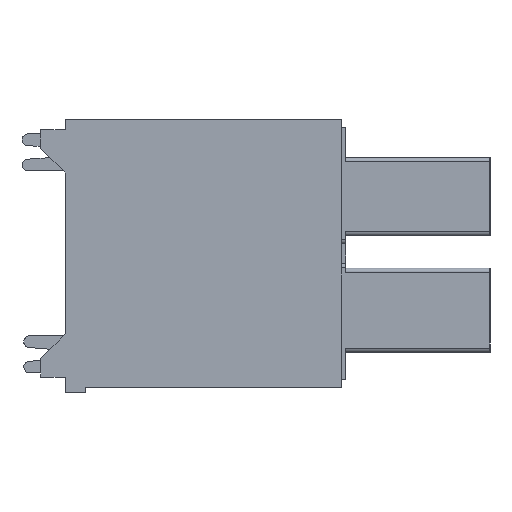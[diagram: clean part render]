
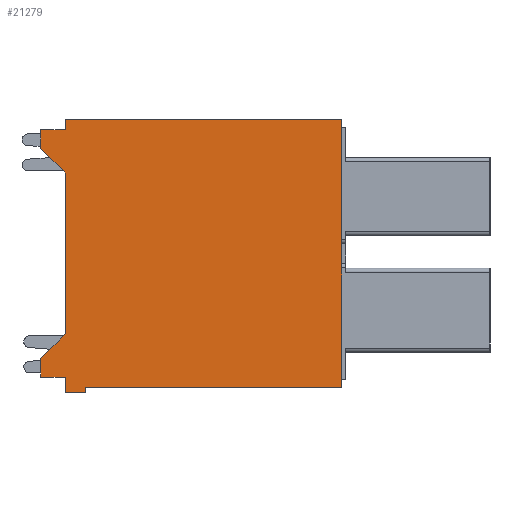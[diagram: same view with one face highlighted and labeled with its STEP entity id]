
A CAD part, left-side view. The second image highlights one B-rep face of the part: STEP entity #21279.
In plain terms, the highlighted planar face has unit normal (-1, 0, 0).
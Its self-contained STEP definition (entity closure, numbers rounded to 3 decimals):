
#2550=ORIENTED_EDGE('',*,*,#7205,.F.);
#2551=ORIENTED_EDGE('',*,*,#8127,.T.);
#2552=ORIENTED_EDGE('',*,*,#8128,.F.);
#2553=ORIENTED_EDGE('',*,*,#8129,.T.);
#2554=ORIENTED_EDGE('',*,*,#7228,.F.);
#2555=ORIENTED_EDGE('',*,*,#8130,.T.);
#2556=ORIENTED_EDGE('',*,*,#8131,.T.);
#2557=ORIENTED_EDGE('',*,*,#7114,.T.);
#2558=ORIENTED_EDGE('',*,*,#8118,.T.);
#2559=ORIENTED_EDGE('',*,*,#7575,.F.);
#2560=ORIENTED_EDGE('',*,*,#7272,.F.);
#2561=ORIENTED_EDGE('',*,*,#8132,.F.);
#2562=ORIENTED_EDGE('',*,*,#8133,.T.);
#2563=ORIENTED_EDGE('',*,*,#8134,.T.);
#7114=EDGE_CURVE('',#10210,#10240,#12310,.T.);
#7205=EDGE_CURVE('',#10325,#10326,#12377,.T.);
#7228=EDGE_CURVE('',#10348,#10349,#12400,.T.);
#7272=EDGE_CURVE('',#10392,#10393,#12444,.T.);
#7575=EDGE_CURVE('',#10393,#10608,#12747,.T.);
#8118=EDGE_CURVE('',#10240,#10608,#13201,.T.);
#8127=EDGE_CURVE('',#10325,#10928,#13210,.T.);
#8128=EDGE_CURVE('',#10929,#10928,#13211,.T.);
#8129=EDGE_CURVE('',#10929,#10349,#13212,.T.);
#8130=EDGE_CURVE('',#10348,#10930,#13213,.T.);
#8131=EDGE_CURVE('',#10930,#10210,#13214,.T.);
#8132=EDGE_CURVE('',#10931,#10392,#13215,.T.);
#8133=EDGE_CURVE('',#10931,#10932,#13216,.T.);
#8134=EDGE_CURVE('',#10932,#10326,#13217,.T.);
#10210=VERTEX_POINT('',#29416);
#10240=VERTEX_POINT('',#29476);
#10325=VERTEX_POINT('',#29665);
#10326=VERTEX_POINT('',#29667);
#10348=VERTEX_POINT('',#29712);
#10349=VERTEX_POINT('',#29714);
#10392=VERTEX_POINT('',#29801);
#10393=VERTEX_POINT('',#29803);
#10608=VERTEX_POINT('',#30392);
#10928=VERTEX_POINT('',#32161);
#10929=VERTEX_POINT('',#32163);
#10930=VERTEX_POINT('',#32166);
#10931=VERTEX_POINT('',#32169);
#10932=VERTEX_POINT('',#32171);
#12310=LINE('',#29477,#15006);
#12377=LINE('',#29666,#15073);
#12400=LINE('',#29713,#15096);
#12444=LINE('',#29802,#15140);
#12747=LINE('',#30391,#15443);
#13201=LINE('',#32144,#15897);
#13210=LINE('',#32160,#15906);
#13211=LINE('',#32162,#15907);
#13212=LINE('',#32164,#15908);
#13213=LINE('',#32165,#15909);
#13214=LINE('',#32167,#15910);
#13215=LINE('',#32168,#15911);
#13216=LINE('',#32170,#15912);
#13217=LINE('',#32172,#15913);
#15006=VECTOR('',#23727,1000.);
#15073=VECTOR('',#23868,1000.);
#15096=VECTOR('',#23893,1000.);
#15140=VECTOR('',#23939,1000.);
#15443=VECTOR('',#24384,1000.);
#15897=VECTOR('',#25288,1000.);
#15906=VECTOR('',#25301,1000.);
#15907=VECTOR('',#25302,1000.);
#15908=VECTOR('',#25303,1000.);
#15909=VECTOR('',#25304,1000.);
#15910=VECTOR('',#25305,1000.);
#15911=VECTOR('',#25306,1000.);
#15912=VECTOR('',#25307,1000.);
#15913=VECTOR('',#25308,1000.);
#17985=EDGE_LOOP('',(#2550,#2551,#2552,#2553,#2554,#2555,#2556,#2557,#2558,
#2559,#2560,#2561,#2562,#2563));
#19227=FACE_BOUND('',#17985,.T.);
#20333=PLANE('',#22506);
#21279=ADVANCED_FACE('',(#19227),#20333,.F.);
#22506=AXIS2_PLACEMENT_3D('',#32159,#25299,#25300);
#23727=DIRECTION('',(0.,-1.,0.));
#23868=DIRECTION('',(0.,0.,1.));
#23893=DIRECTION('',(0.,0.,1.));
#23939=DIRECTION('',(0.,0.,1.));
#24384=DIRECTION('',(0.,-1.,0.));
#25288=DIRECTION('',(0.,0.,1.));
#25299=DIRECTION('',(1.,0.,0.));
#25300=DIRECTION('',(0.,0.,-1.));
#25301=DIRECTION('',(0.,0.707,-0.707));
#25302=DIRECTION('',(0.,0.,1.));
#25303=DIRECTION('',(0.,-1.,0.));
#25304=DIRECTION('',(0.,-1.,0.));
#25305=DIRECTION('',(0.,0.,1.));
#25306=DIRECTION('',(0.,-1.,0.));
#25307=DIRECTION('',(0.,0.,-1.));
#25308=DIRECTION('',(0.,-0.707,-0.707));
#29416=CARTESIAN_POINT('',(-10.9,12.4,-6.5));
#29476=CARTESIAN_POINT('',(-10.9,0.,-6.5));
#29477=CARTESIAN_POINT('',(-10.9,13.4,-6.5));
#29665=CARTESIAN_POINT('',(-10.9,13.4,-3.9));
#29666=CARTESIAN_POINT('',(-10.9,13.4,-6.5));
#29667=CARTESIAN_POINT('',(-10.9,13.4,3.9));
#29712=CARTESIAN_POINT('',(-10.9,13.4,-6.75));
#29713=CARTESIAN_POINT('',(-10.9,13.4,-6.5));
#29714=CARTESIAN_POINT('',(-10.9,13.4,-6.));
#29801=CARTESIAN_POINT('',(-10.9,13.4,6.));
#29802=CARTESIAN_POINT('',(-10.9,13.4,-6.5));
#29803=CARTESIAN_POINT('',(-10.9,13.4,6.5));
#30391=CARTESIAN_POINT('',(-10.9,13.4,6.5));
#30392=CARTESIAN_POINT('',(-10.9,0.,6.5));
#32144=CARTESIAN_POINT('',(-10.9,0.,-6.5));
#32159=CARTESIAN_POINT('',(-10.9,13.4,-6.5));
#32160=CARTESIAN_POINT('',(-10.9,14.6,-5.1));
#32161=CARTESIAN_POINT('',(-10.9,14.6,-5.1));
#32162=CARTESIAN_POINT('',(-10.9,14.6,-6.));
#32163=CARTESIAN_POINT('',(-10.9,14.6,-6.));
#32164=CARTESIAN_POINT('',(-10.9,14.6,-6.));
#32165=CARTESIAN_POINT('',(-10.9,12.4,-6.75));
#32166=CARTESIAN_POINT('',(-10.9,12.4,-6.75));
#32167=CARTESIAN_POINT('',(-10.9,12.4,-6.5));
#32168=CARTESIAN_POINT('',(-10.9,14.6,6.));
#32169=CARTESIAN_POINT('',(-10.9,14.6,6.));
#32170=CARTESIAN_POINT('',(-10.9,14.6,6.));
#32171=CARTESIAN_POINT('',(-10.9,14.6,5.1));
#32172=CARTESIAN_POINT('',(-10.9,13.4,3.9));
